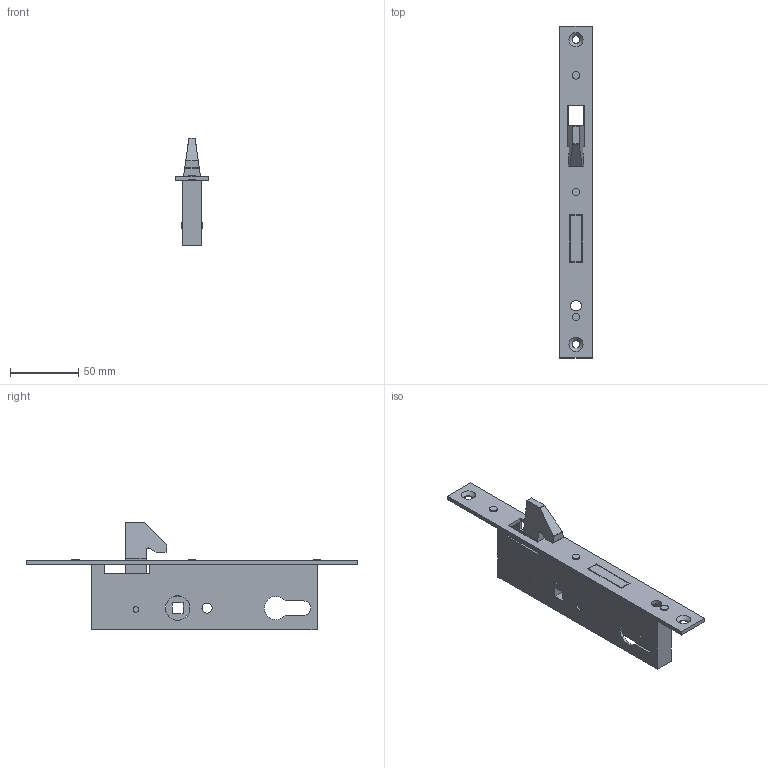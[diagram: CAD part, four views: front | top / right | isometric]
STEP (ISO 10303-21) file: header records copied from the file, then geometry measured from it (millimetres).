
FILE_DESCRIPTION (( 'STEP AP203' ), '1' );
FILE_NAME ('50108.step', '2022-11-15T07:35:36', ( '' ), ( '' ), 'SwSTEP 2.0', 'SolidWorks 2018', '' );
FILE_SCHEMA (( 'CONFIG_CONTROL_DESIGN' ));
Length unit declared in the file: millimetre
Products named in the file (1): 50108
Bounding box: 24 x 243 x 79 mm (x, y, z)
Volume: 56462.9 mm3; surface area: 51586.1 mm2
Topology: 5 solids, 5 shells, 272 faces, 721 edges, 483 vertices
Faces by surface type: plane 154, bspline 91, cylinder 25, cone 2
Full cylindrical faces by diameter (mm): 3.8 x1, 4 x3, 5.5 x2, 5.7 x3, 7.4 x2, 7.8 x1, 17.8 x1, 18 x2
Entity records: 13422 total; most frequent: CARTESIAN_POINT 7273, ORIENTED_EDGE 1390, DIRECTION 905, EDGE_CURVE 695, VERTEX_POINT 474, VECTOR 461, LINE 461, EDGE_LOOP 343
